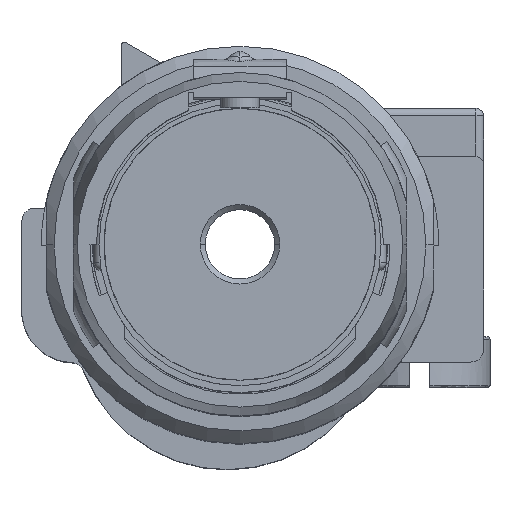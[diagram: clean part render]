
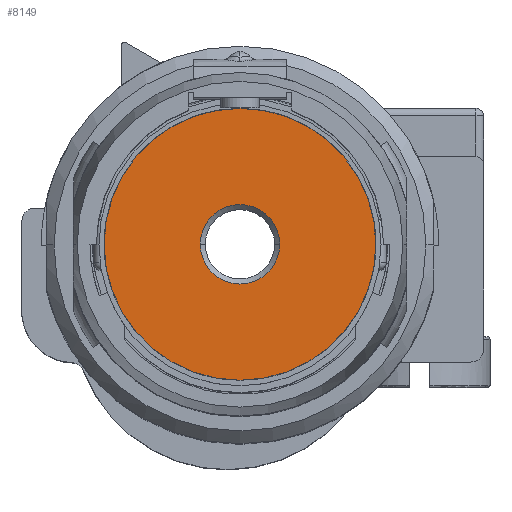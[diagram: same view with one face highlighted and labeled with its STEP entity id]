
A CAD part, top view. The second image highlights one B-rep face of the part: STEP entity #8149.
In plain terms, the highlighted planar face has unit normal (0, 0, 1).
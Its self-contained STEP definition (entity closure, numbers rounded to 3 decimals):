
#124=CARTESIAN_POINT('',(0.,0.,0.));
#125=DIRECTION('',(0.,0.,-1.));
#126=DIRECTION('',(-1.,0.,0.));
#127=AXIS2_PLACEMENT_3D('',#124,#125,#126);
#129=CARTESIAN_POINT('',(0.,0.,0.));
#130=DIRECTION('',(0.,0.,-1.));
#131=DIRECTION('',(1.,0.,0.));
#132=AXIS2_PLACEMENT_3D('',#129,#130,#131);
#160=CARTESIAN_POINT('',(0.,0.,0.));
#161=DIRECTION('',(0.,0.,1.));
#162=DIRECTION('',(1.,0.,0.));
#163=AXIS2_PLACEMENT_3D('',#160,#161,#162);
#165=CARTESIAN_POINT('',(0.,0.,0.));
#166=DIRECTION('',(0.,0.,1.));
#167=DIRECTION('',(-1.,0.,0.));
#168=AXIS2_PLACEMENT_3D('',#165,#166,#167);
#7728=CARTESIAN_POINT('',(-5.3,0.,0.));
#7730=VERTEX_POINT('',#7728);
#7732=CARTESIAN_POINT('',(5.3,0.,0.));
#7734=VERTEX_POINT('',#7732);
#7856=CARTESIAN_POINT('',(1.55,0.,0.));
#7857=VERTEX_POINT('',#7856);
#7858=CARTESIAN_POINT('',(-1.55,0.,0.));
#7859=VERTEX_POINT('',#7858);
#8134=CARTESIAN_POINT('',(0.,0.,0.));
#8135=DIRECTION('',(0.,0.,-1.));
#8136=DIRECTION('',(1.,0.,0.));
#8137=AXIS2_PLACEMENT_3D('',#8134,#8135,#8136);
#8138=PLANE('',#8137);
#8140=ORIENTED_EDGE('',*,*,#8139,.F.);
#8142=ORIENTED_EDGE('',*,*,#8141,.F.);
#8143=EDGE_LOOP('',(#8140,#8142));
#8144=FACE_OUTER_BOUND('',#8143,.F.);
#8145=ORIENTED_EDGE('',*,*,#8129,.F.);
#8146=ORIENTED_EDGE('',*,*,#8113,.F.);
#8147=EDGE_LOOP('',(#8145,#8146));
#8148=FACE_BOUND('',#8147,.F.);
#8149=ADVANCED_FACE('',(#8144,#8148),#8138,.F.);
#128=CIRCLE('',#127,1.55);
#133=CIRCLE('',#132,1.55);
#164=CIRCLE('',#163,5.3);
#169=CIRCLE('',#168,5.3);
#8113=EDGE_CURVE('',#7857,#7859,#133,.T.);
#8129=EDGE_CURVE('',#7859,#7857,#128,.T.);
#8139=EDGE_CURVE('',#7734,#7730,#164,.T.);
#8141=EDGE_CURVE('',#7730,#7734,#169,.T.);
